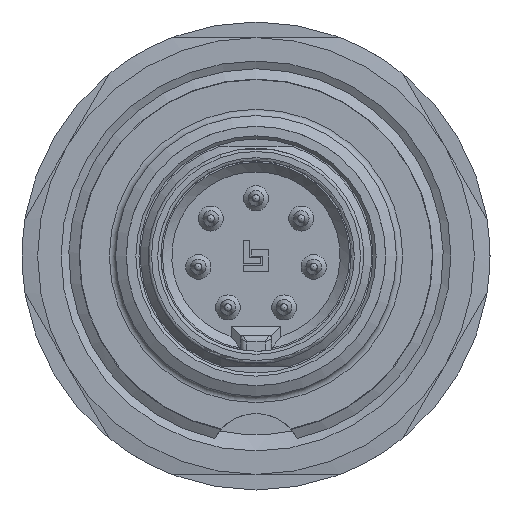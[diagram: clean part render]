
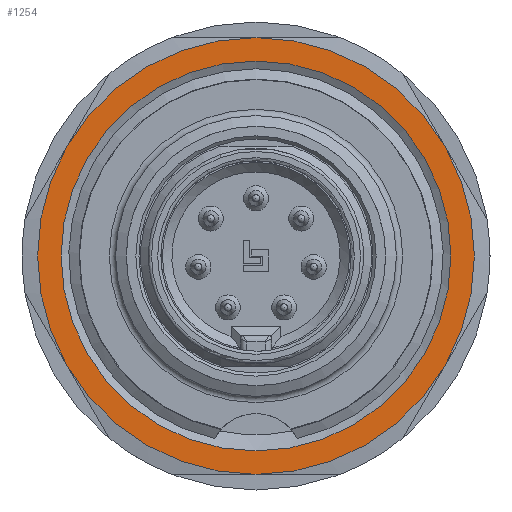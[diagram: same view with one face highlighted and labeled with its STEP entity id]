
A CAD part, left-side view. The second image highlights one B-rep face of the part: STEP entity #1254.
In plain terms, the highlighted planar face has unit normal (-1, 0, 0).
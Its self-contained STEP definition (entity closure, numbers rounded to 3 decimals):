
#501=PLANE('',#4644);
#1254=ADVANCED_FACE('',(#1531,#1532),#501,.T.);
#1531=FACE_BOUND('',#1884,.T.);
#1532=FACE_BOUND('',#1885,.T.);
#1884=EDGE_LOOP('',(#2916));
#1885=EDGE_LOOP('',(#2917,#2918,#2919,#2920,#2921,#2922));
#2916=ORIENTED_EDGE('',*,*,#3932,.T.);
#2917=ORIENTED_EDGE('',*,*,#3982,.T.);
#2918=ORIENTED_EDGE('',*,*,#3983,.T.);
#2919=ORIENTED_EDGE('',*,*,#3984,.T.);
#2920=ORIENTED_EDGE('',*,*,#3985,.T.);
#2921=ORIENTED_EDGE('',*,*,#3986,.T.);
#2922=ORIENTED_EDGE('',*,*,#3987,.T.);
#3410=VERTEX_POINT('',#7285);
#3437=VERTEX_POINT('',#7357);
#3439=VERTEX_POINT('',#7376);
#3441=VERTEX_POINT('',#7395);
#3443=VERTEX_POINT('',#7414);
#3445=VERTEX_POINT('',#7433);
#3447=VERTEX_POINT('',#7452);
#3932=EDGE_CURVE('',#3410,#3410,#4194,.T.);
#3982=EDGE_CURVE('',#3437,#3439,#4208,.T.);
#3983=EDGE_CURVE('',#3439,#3441,#4209,.T.);
#3984=EDGE_CURVE('',#3441,#3443,#4210,.T.);
#3985=EDGE_CURVE('',#3443,#3445,#4211,.T.);
#3986=EDGE_CURVE('',#3445,#3447,#4212,.T.);
#3987=EDGE_CURVE('',#3447,#3437,#4213,.T.);
#4194=CIRCLE('',#4610,6.249);
#4208=CIRCLE('',#4638,7.);
#4209=CIRCLE('',#4639,7.);
#4210=CIRCLE('',#4640,7.);
#4211=CIRCLE('',#4641,7.);
#4212=CIRCLE('',#4642,7.);
#4213=CIRCLE('',#4643,7.);
#4610=AXIS2_PLACEMENT_3D('',#7284,#5697,#5698);
#4638=AXIS2_PLACEMENT_3D('',#7458,#5765,#5766);
#4639=AXIS2_PLACEMENT_3D('',#7459,#5767,#5768);
#4640=AXIS2_PLACEMENT_3D('',#7460,#5769,#5770);
#4641=AXIS2_PLACEMENT_3D('',#7461,#5771,#5772);
#4642=AXIS2_PLACEMENT_3D('',#7462,#5773,#5774);
#4643=AXIS2_PLACEMENT_3D('',#7463,#5775,#5776);
#4644=AXIS2_PLACEMENT_3D('',#7464,#5777,#5778);
#5697=DIRECTION('',(1.,0.,0.));
#5698=DIRECTION('',(0.,0.,1.));
#5765=DIRECTION('',(-1.,0.,0.));
#5766=DIRECTION('',(0.,0.,1.));
#5767=DIRECTION('',(-1.,0.,0.));
#5768=DIRECTION('',(0.,0.,1.));
#5769=DIRECTION('',(-1.,0.,0.));
#5770=DIRECTION('',(0.,0.,1.));
#5771=DIRECTION('',(-1.,0.,0.));
#5772=DIRECTION('',(0.,0.,1.));
#5773=DIRECTION('',(-1.,0.,0.));
#5774=DIRECTION('',(0.,0.,1.));
#5775=DIRECTION('',(-1.,0.,0.));
#5776=DIRECTION('',(0.,0.,1.));
#5777=DIRECTION('',(-1.,0.,0.));
#5778=DIRECTION('',(0.,0.,1.));
#7284=CARTESIAN_POINT('',(9.5,0.,0.));
#7285=CARTESIAN_POINT('',(9.5,0.,6.249));
#7357=CARTESIAN_POINT('',(9.5,6.062,3.5));
#7376=CARTESIAN_POINT('',(9.5,6.062,-3.5));
#7395=CARTESIAN_POINT('',(9.5,0.,-7.));
#7414=CARTESIAN_POINT('',(9.5,-6.062,-3.5));
#7433=CARTESIAN_POINT('',(9.5,-6.062,3.5));
#7452=CARTESIAN_POINT('',(9.5,0.,7.));
#7458=CARTESIAN_POINT('',(9.5,0.,0.));
#7459=CARTESIAN_POINT('',(9.5,0.,0.));
#7460=CARTESIAN_POINT('',(9.5,0.,0.));
#7461=CARTESIAN_POINT('',(9.5,0.,0.));
#7462=CARTESIAN_POINT('',(9.5,0.,0.));
#7463=CARTESIAN_POINT('',(9.5,0.,0.));
#7464=CARTESIAN_POINT('',(9.5,0.,0.));
